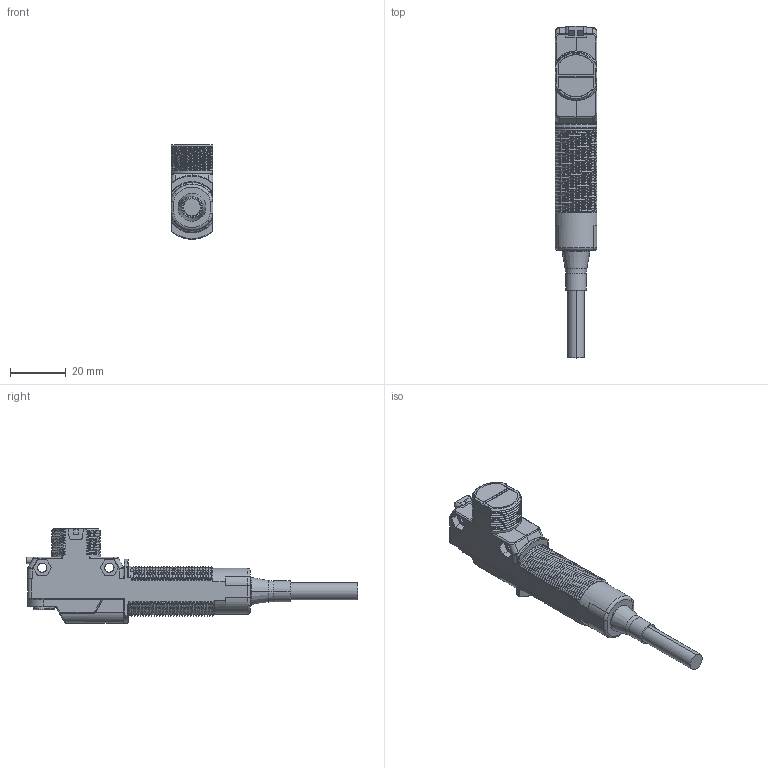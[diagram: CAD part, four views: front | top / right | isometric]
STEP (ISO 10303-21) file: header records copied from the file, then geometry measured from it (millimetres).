
FILE_DESCRIPTION((''),'2;1');
FILE_NAME('137348_SM01_ASM','2022-11-23T11:58:25',('PDMAdmin'),('BANNER ENGINEERING'),'CREO PARAMETRIC BY PTC INC, 2019292','CREO PARAMETRIC BY PTC INC, 2019292','');
FILE_SCHEMA(('CONFIG_CONTROL_DESIGN'));
Products named in the file (3): 137348_EP01; CABLE_240; 137348_SM01_ASM
Assembly tree (2 placements, depth 2):
  137348_SM01_ASM
    137348_EP01
    CABLE_240
Bounding box: 15 x 119.15 x 33.95 mm (x, y, z)
Volume: 22875.3 mm3; surface area: 8654.1 mm2
Topology: 2 solids, 2 shells, 729 faces, 1910 edges, 1198 vertices
Faces by surface type: bspline 304, plane 180, cylinder 160, torus 35, sphere 26, cone 22, extrusion 2
Entity records: 33574 total; most frequent: CARTESIAN_POINT 17780, ORIENTED_EDGE 3816, DIRECTION 2370, EDGE_CURVE 1908, VERTEX_POINT 1198, VECTOR 814, LINE 812, AXIS2_PLACEMENT_3D 778
